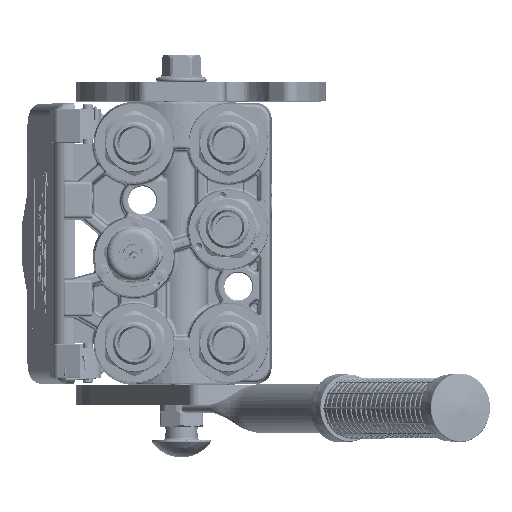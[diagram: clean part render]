
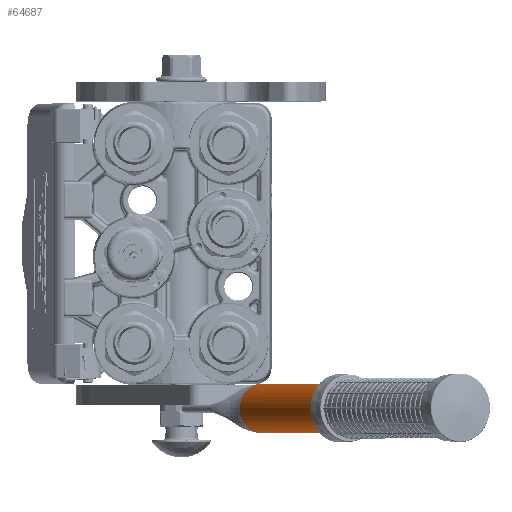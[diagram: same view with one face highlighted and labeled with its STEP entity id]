
A CAD part, top view. The second image highlights one B-rep face of the part: STEP entity #64687.
In plain terms, the highlighted cylindrical face has radius 12.5 mm (diameter 25 mm), a partial arc.
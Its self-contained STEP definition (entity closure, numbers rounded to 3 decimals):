
#1768 = CARTESIAN_POINT ( 'NONE',  ( 0., 0., 12.5 ) ) ;
#3258 = CARTESIAN_POINT ( 'NONE',  ( -12.5, 198., 0. ) ) ;
#3552 = CIRCLE ( 'NONE', #59059, 12.5 ) ;
#4755 = CARTESIAN_POINT ( 'NONE',  ( -12.5, 0.24, 0. ) ) ;
#6494 = CARTESIAN_POINT ( 'NONE',  ( -12.461, 0.114, 0.981 ) ) ;
#8338 = CIRCLE ( 'NONE', #196424, 12.5 ) ;
#9267 = EDGE_CURVE ( 'NONE', #198583, #206421, #211596, .T. ) ;
#19628 = FACE_OUTER_BOUND ( 'NONE', #141698, .T. ) ;
#23481 = B_SPLINE_CURVE_WITH_KNOTS ( 'NONE', 3,
 ( #268240, #72800, #224542, #6494, #246400, #138095, #117299, #49100, #266397, #136245, #160924, #158118, #28260, #98312, #141808, #205466 ),
 .UNSPECIFIED., .F., .F.,
 ( 4, 2, 1, 2, 2, 1, 2, 2, 4 ),
 ( 0., 0.25, 0.312, 0.328, 0.344, 0.375, 0.437, 0.5, 1. ),
 .UNSPECIFIED. ) ;
#24001 = CARTESIAN_POINT ( 'NONE',  ( 12.456, 0.096, 1.087 ) ) ;
#25737 = VERTEX_POINT ( 'NONE', #3258 ) ;
#28260 = CARTESIAN_POINT ( 'NONE',  ( -12.479, 0.172, 0.721 ) ) ;
#38343 = CARTESIAN_POINT ( 'NONE',  ( 12.482, 0.18, 0.676 ) ) ;
#40422 = EDGE_CURVE ( 'NONE', #25737, #173558, #3552, .T. ) ;
#43025 = CARTESIAN_POINT ( 'NONE',  ( 12.426, 0., 1.36 ) ) ;
#43747 = CARTESIAN_POINT ( 'NONE',  ( 12.5, 0.24, 0. ) ) ;
#44253 = DIRECTION ( 'NONE',  ( 0., 1., 0. ) ) ;
#49100 = CARTESIAN_POINT ( 'NONE',  ( -12.467, 0.131, 0.91 ) ) ;
#59059 = AXIS2_PLACEMENT_3D ( 'NONE', #174142, #44253, #236836 ) ;
#60569 = ORIENTED_EDGE ( 'NONE', *, *, #72520, .F. ) ;
#61107 = CARTESIAN_POINT ( 'NONE',  ( 12.499, 0.235, 0.221 ) ) ;
#64687 = ADVANCED_FACE ( 'NONE', ( #19628 ), #128134, .T. ) ;
#65475 = AXIS2_PLACEMENT_3D ( 'NONE', #124274, #100692, #251578 ) ;
#65507 = CARTESIAN_POINT ( 'NONE',  ( 0., 0., 0. ) ) ;
#66044 = VECTOR ( 'NONE', #132657, 1000. ) ;
#66227 = DIRECTION ( 'NONE',  ( 0., -1., 0. ) ) ;
#72520 = EDGE_CURVE ( 'NONE', #104057, #281174, #23481, .T. ) ;
#72800 = CARTESIAN_POINT ( 'NONE',  ( -12.441, 0.049, 1.219 ) ) ;
#76651 = ORIENTED_EDGE ( 'NONE', *, *, #280855, .T. ) ;
#84778 = CARTESIAN_POINT ( 'NONE',  ( 12.472, 0.146, 0.859 ) ) ;
#88621 = ORIENTED_EDGE ( 'NONE', *, *, #40422, .F. ) ;
#98312 = CARTESIAN_POINT ( 'NONE',  ( -12.494, 0.221, 0.449 ) ) ;
#100692 = DIRECTION ( 'NONE',  ( 0., 1., 0. ) ) ;
#104057 = VERTEX_POINT ( 'NONE', #105564 ) ;
#105564 = CARTESIAN_POINT ( 'NONE',  ( -12.426, 0., 1.36 ) ) ;
#105656 = CARTESIAN_POINT ( 'NONE',  ( 12.5, 0.24, 0. ) ) ;
#107755 = CIRCLE ( 'NONE', #65475, 12.5 ) ;
#117299 = CARTESIAN_POINT ( 'NONE',  ( -12.466, 0.13, 0.917 ) ) ;
#123652 = LINE ( 'NONE', #4755, #66044 ) ;
#124274 = CARTESIAN_POINT ( 'NONE',  ( 0., 0., 0. ) ) ;
#126881 = CARTESIAN_POINT ( 'NONE',  ( 0., 0., 0. ) ) ;
#127353 = CARTESIAN_POINT ( 'NONE',  ( 12.5, 0.24, 0.108 ) ) ;
#128134 = CYLINDRICAL_SURFACE ( 'NONE', #281240, 12.5 ) ;
#131776 = DIRECTION ( 'NONE',  ( -0.994, 0., 0.109 ) ) ;
#132657 = DIRECTION ( 'NONE',  ( 0., 1., 0. ) ) ;
#136245 = CARTESIAN_POINT ( 'NONE',  ( -12.471, 0.146, 0.847 ) ) ;
#136401 = CARTESIAN_POINT ( 'NONE',  ( 12.426, 0., 1.36 ) ) ;
#138095 = CARTESIAN_POINT ( 'NONE',  ( -12.466, 0.127, 0.927 ) ) ;
#141698 = EDGE_LOOP ( 'NONE', ( #232081, #88621, #262668, #60569, #280098, #76651, #261547 ) ) ;
#141808 = CARTESIAN_POINT ( 'NONE',  ( -12.5, 0.24, 0.216 ) ) ;
#146350 = CARTESIAN_POINT ( 'NONE',  ( 12.484, 0.186, 0.638 ) ) ;
#146493 = CARTESIAN_POINT ( 'NONE',  ( 12.5, 198., 0. ) ) ;
#149189 = CARTESIAN_POINT ( 'NONE',  ( 12.482, 0.182, 0.665 ) ) ;
#158118 = CARTESIAN_POINT ( 'NONE',  ( -12.478, 0.167, 0.748 ) ) ;
#160924 = CARTESIAN_POINT ( 'NONE',  ( -12.474, 0.155, 0.804 ) ) ;
#161488 = CARTESIAN_POINT ( 'NONE',  ( 12.5, 0.24, 0. ) ) ;
#173558 = VERTEX_POINT ( 'NONE', #146493 ) ;
#173828 = VERTEX_POINT ( 'NONE', #1768 ) ;
#174142 = CARTESIAN_POINT ( 'NONE',  ( 0., 198., 0. ) ) ;
#192835 = CARTESIAN_POINT ( 'NONE',  ( 12.488, 0.202, 0.541 ) ) ;
#193758 = CARTESIAN_POINT ( 'NONE',  ( 12.481, 0.178, 0.688 ) ) ;
#194487 = DIRECTION ( 'NONE',  ( 0., 1., 0. ) ) ;
#196424 = AXIS2_PLACEMENT_3D ( 'NONE', #65507, #217206, #131776 ) ;
#197968 = DIRECTION ( 'NONE',  ( 1., 0., 0. ) ) ;
#198583 = VERTEX_POINT ( 'NONE', #161488 ) ;
#205466 = CARTESIAN_POINT ( 'NONE',  ( -12.5, 0.24, 0. ) ) ;
#206421 = VERTEX_POINT ( 'NONE', #136401 ) ;
#208391 = EDGE_CURVE ( 'NONE', #281174, #25737, #123652, .T. ) ;
#211596 = B_SPLINE_CURVE_WITH_KNOTS ( 'NONE', 3,
 ( #105656, #127353, #61107, #279318, #232743, #192835, #276501, #146350, #149189, #38343, #212756, #193758, #84778, #24001, #43025 ),
 .UNSPECIFIED., .F., .F.,
 ( 4, 2, 2, 1, 1, 1, 2, 2, 4 ),
 ( 0., 0.25, 0.375, 0.437, 0.469, 0.484, 0.492, 0.5, 1. ),
 .UNSPECIFIED. ) ;
#212756 = CARTESIAN_POINT ( 'NONE',  ( 12.481, 0.178, 0.683 ) ) ;
#217206 = DIRECTION ( 'NONE',  ( 0., 1., 0. ) ) ;
#224542 = CARTESIAN_POINT ( 'NONE',  ( -12.452, 0.083, 1.1 ) ) ;
#227368 = LINE ( 'NONE', #43747, #274835 ) ;
#232081 = ORIENTED_EDGE ( 'NONE', *, *, #243437, .T. ) ;
#232743 = CARTESIAN_POINT ( 'NONE',  ( 12.492, 0.214, 0.452 ) ) ;
#236836 = DIRECTION ( 'NONE',  ( -1., 0., 0. ) ) ;
#239250 = EDGE_CURVE ( 'NONE', #104057, #173828, #107755, .T. ) ;
#243437 = EDGE_CURVE ( 'NONE', #198583, #173558, #227368, .T. ) ;
#246400 = CARTESIAN_POINT ( 'NONE',  ( -12.464, 0.121, 0.953 ) ) ;
#251578 = DIRECTION ( 'NONE',  ( -0.994, 0., 0.109 ) ) ;
#261547 = ORIENTED_EDGE ( 'NONE', *, *, #9267, .F. ) ;
#262668 = ORIENTED_EDGE ( 'NONE', *, *, #208391, .F. ) ;
#266397 = CARTESIAN_POINT ( 'NONE',  ( -12.468, 0.136, 0.889 ) ) ;
#268240 = CARTESIAN_POINT ( 'NONE',  ( -12.426, 0., 1.36 ) ) ;
#272175 = CARTESIAN_POINT ( 'NONE',  ( -12.5, 0.24, 0. ) ) ;
#274835 = VECTOR ( 'NONE', #194487, 1000. ) ;
#276501 = CARTESIAN_POINT ( 'NONE',  ( 12.486, 0.195, 0.586 ) ) ;
#279318 = CARTESIAN_POINT ( 'NONE',  ( 12.494, 0.22, 0.394 ) ) ;
#280098 = ORIENTED_EDGE ( 'NONE', *, *, #239250, .T. ) ;
#280855 = EDGE_CURVE ( 'NONE', #173828, #206421, #8338, .T. ) ;
#281174 = VERTEX_POINT ( 'NONE', #272175 ) ;
#281240 = AXIS2_PLACEMENT_3D ( 'NONE', #126881, #66227, #197968 ) ;
